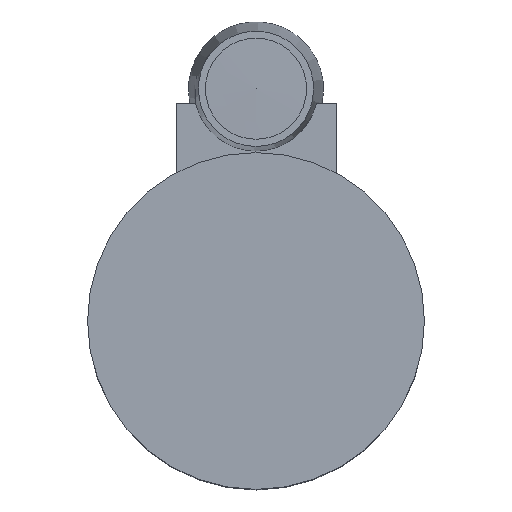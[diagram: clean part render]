
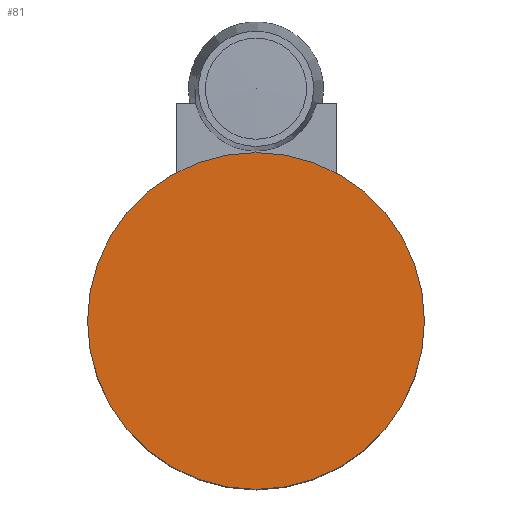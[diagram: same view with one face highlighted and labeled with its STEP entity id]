
A CAD part, top view. The second image highlights one B-rep face of the part: STEP entity #81.
In plain terms, the highlighted planar face has unit normal (0, 0, 1).
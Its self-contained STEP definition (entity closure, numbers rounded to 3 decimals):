
#81=ADVANCED_FACE('',(#115),#103,.T.);
#103=PLANE('',#470);
#115=FACE_OUTER_BOUND('',#125,.T.);
#125=EDGE_LOOP('',(#173));
#173=ORIENTED_EDGE('',*,*,#268,.F.);
#239=VERTEX_POINT('',#708);
#268=EDGE_CURVE('',#239,#239,#304,.T.);
#304=CIRCLE('',#469,26.967);
#469=AXIS2_PLACEMENT_3D('',#707,#542,#543);
#470=AXIS2_PLACEMENT_3D('',#709,#544,#545);
#542=DIRECTION('',(0.,0.,-1.));
#543=DIRECTION('',(-1.,0.,0.));
#544=DIRECTION('',(0.,0.,1.));
#545=DIRECTION('',(1.,0.,0.));
#707=CARTESIAN_POINT('',(0.,0.,163.271));
#708=CARTESIAN_POINT('',(-26.967,0.,163.271));
#709=CARTESIAN_POINT('',(0.,-26.967,163.271));
